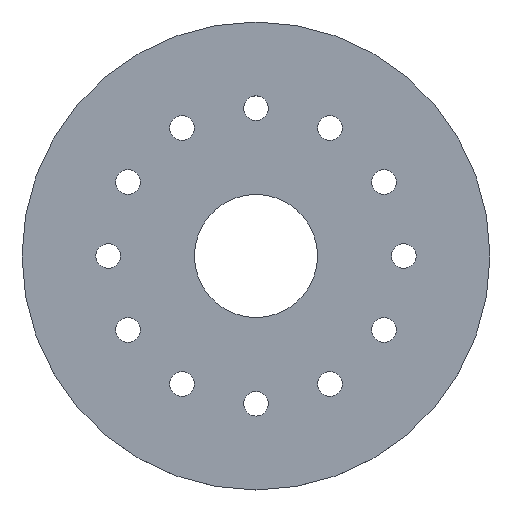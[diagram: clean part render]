
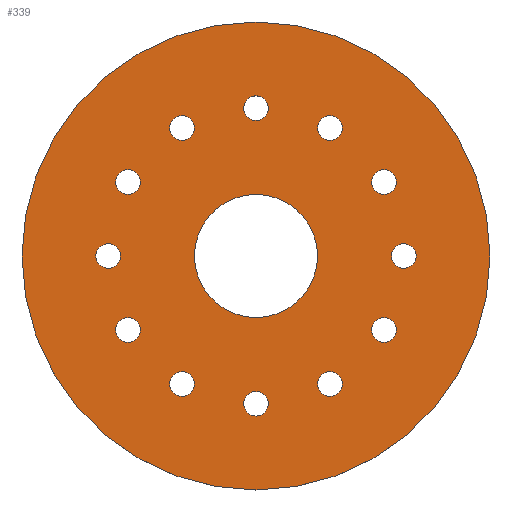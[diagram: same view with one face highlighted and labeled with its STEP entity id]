
A CAD part, top view. The second image highlights one B-rep face of the part: STEP entity #339.
In plain terms, the highlighted planar face has unit normal (0, 0, 1).
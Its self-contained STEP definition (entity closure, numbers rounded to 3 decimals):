
#15=FACE_BOUND('',#74,.T.);
#16=FACE_BOUND('',#75,.T.);
#17=FACE_BOUND('',#76,.T.);
#18=FACE_BOUND('',#77,.T.);
#19=FACE_BOUND('',#78,.T.);
#20=FACE_BOUND('',#79,.T.);
#21=FACE_BOUND('',#80,.T.);
#22=FACE_BOUND('',#81,.T.);
#23=FACE_BOUND('',#82,.T.);
#24=FACE_BOUND('',#83,.T.);
#25=FACE_BOUND('',#84,.T.);
#26=FACE_BOUND('',#85,.T.);
#27=FACE_BOUND('',#86,.T.);
#41=PLANE('',#397);
#57=FACE_OUTER_BOUND('',#73,.T.);
#73=EDGE_LOOP('',(#283));
#74=EDGE_LOOP('',(#284));
#75=EDGE_LOOP('',(#285));
#76=EDGE_LOOP('',(#286));
#77=EDGE_LOOP('',(#287));
#78=EDGE_LOOP('',(#288));
#79=EDGE_LOOP('',(#289));
#80=EDGE_LOOP('',(#290));
#81=EDGE_LOOP('',(#291));
#82=EDGE_LOOP('',(#292));
#83=EDGE_LOOP('',(#293));
#84=EDGE_LOOP('',(#294));
#85=EDGE_LOOP('',(#295));
#86=EDGE_LOOP('',(#296));
#129=CIRCLE('',#356,12.5);
#131=CIRCLE('',#359,2.5);
#133=CIRCLE('',#362,2.5);
#135=CIRCLE('',#365,2.5);
#137=CIRCLE('',#368,2.5);
#139=CIRCLE('',#371,2.5);
#141=CIRCLE('',#374,2.5);
#143=CIRCLE('',#377,2.5);
#145=CIRCLE('',#380,2.5);
#147=CIRCLE('',#383,2.5);
#149=CIRCLE('',#386,2.5);
#151=CIRCLE('',#389,2.5);
#153=CIRCLE('',#392,2.5);
#155=CIRCLE('',#395,47.5);
#157=VERTEX_POINT('',#505);
#159=VERTEX_POINT('',#511);
#161=VERTEX_POINT('',#517);
#163=VERTEX_POINT('',#523);
#165=VERTEX_POINT('',#529);
#167=VERTEX_POINT('',#535);
#169=VERTEX_POINT('',#541);
#171=VERTEX_POINT('',#547);
#173=VERTEX_POINT('',#553);
#175=VERTEX_POINT('',#559);
#177=VERTEX_POINT('',#565);
#179=VERTEX_POINT('',#571);
#181=VERTEX_POINT('',#577);
#183=VERTEX_POINT('',#583);
#185=EDGE_CURVE('',#157,#157,#129,.T.);
#188=EDGE_CURVE('',#159,#159,#131,.T.);
#191=EDGE_CURVE('',#161,#161,#133,.T.);
#194=EDGE_CURVE('',#163,#163,#135,.T.);
#197=EDGE_CURVE('',#165,#165,#137,.T.);
#200=EDGE_CURVE('',#167,#167,#139,.T.);
#203=EDGE_CURVE('',#169,#169,#141,.T.);
#206=EDGE_CURVE('',#171,#171,#143,.T.);
#209=EDGE_CURVE('',#173,#173,#145,.T.);
#212=EDGE_CURVE('',#175,#175,#147,.T.);
#215=EDGE_CURVE('',#177,#177,#149,.T.);
#218=EDGE_CURVE('',#179,#179,#151,.T.);
#221=EDGE_CURVE('',#181,#181,#153,.T.);
#224=EDGE_CURVE('',#183,#183,#155,.T.);
#283=ORIENTED_EDGE('',*,*,#224,.T.);
#284=ORIENTED_EDGE('',*,*,#185,.T.);
#285=ORIENTED_EDGE('',*,*,#188,.T.);
#286=ORIENTED_EDGE('',*,*,#191,.T.);
#287=ORIENTED_EDGE('',*,*,#194,.T.);
#288=ORIENTED_EDGE('',*,*,#197,.T.);
#289=ORIENTED_EDGE('',*,*,#200,.T.);
#290=ORIENTED_EDGE('',*,*,#203,.T.);
#291=ORIENTED_EDGE('',*,*,#206,.T.);
#292=ORIENTED_EDGE('',*,*,#209,.T.);
#293=ORIENTED_EDGE('',*,*,#212,.T.);
#294=ORIENTED_EDGE('',*,*,#215,.T.);
#295=ORIENTED_EDGE('',*,*,#218,.T.);
#296=ORIENTED_EDGE('',*,*,#221,.T.);
#339=ADVANCED_FACE('',(#57,#15,#16,#17,#18,#19,#20,#21,#22,#23,#24,#25,
#26,#27),#41,.T.);
#356=AXIS2_PLACEMENT_3D('',#506,#403,#404);
#359=AXIS2_PLACEMENT_3D('',#512,#410,#411);
#362=AXIS2_PLACEMENT_3D('',#518,#417,#418);
#365=AXIS2_PLACEMENT_3D('',#524,#424,#425);
#368=AXIS2_PLACEMENT_3D('',#530,#431,#432);
#371=AXIS2_PLACEMENT_3D('',#536,#438,#439);
#374=AXIS2_PLACEMENT_3D('',#542,#445,#446);
#377=AXIS2_PLACEMENT_3D('',#548,#452,#453);
#380=AXIS2_PLACEMENT_3D('',#554,#459,#460);
#383=AXIS2_PLACEMENT_3D('',#560,#466,#467);
#386=AXIS2_PLACEMENT_3D('',#566,#473,#474);
#389=AXIS2_PLACEMENT_3D('',#572,#480,#481);
#392=AXIS2_PLACEMENT_3D('',#578,#487,#488);
#395=AXIS2_PLACEMENT_3D('',#584,#494,#495);
#397=AXIS2_PLACEMENT_3D('',#588,#499,#500);
#403=DIRECTION('center_axis',(0.,0.,-1.));
#404=DIRECTION('ref_axis',(1.,0.,0.));
#410=DIRECTION('center_axis',(0.,0.,-1.));
#411=DIRECTION('ref_axis',(0.866,-0.5,0.));
#417=DIRECTION('center_axis',(0.,0.,-1.));
#418=DIRECTION('ref_axis',(0.5,-0.866,0.));
#424=DIRECTION('center_axis',(0.,0.,-1.));
#425=DIRECTION('ref_axis',(0.,-1.,0.));
#431=DIRECTION('center_axis',(0.,0.,-1.));
#432=DIRECTION('ref_axis',(-0.5,-0.866,0.));
#438=DIRECTION('center_axis',(0.,0.,-1.));
#439=DIRECTION('ref_axis',(-0.866,-0.5,0.));
#445=DIRECTION('center_axis',(0.,0.,-1.));
#446=DIRECTION('ref_axis',(-1.,0.,0.));
#452=DIRECTION('center_axis',(0.,0.,-1.));
#453=DIRECTION('ref_axis',(-0.866,0.5,0.));
#459=DIRECTION('center_axis',(0.,0.,-1.));
#460=DIRECTION('ref_axis',(-0.5,0.866,0.));
#466=DIRECTION('center_axis',(0.,0.,-1.));
#467=DIRECTION('ref_axis',(0.,1.,0.));
#473=DIRECTION('center_axis',(0.,0.,-1.));
#474=DIRECTION('ref_axis',(0.5,0.866,0.));
#480=DIRECTION('center_axis',(0.,0.,-1.));
#481=DIRECTION('ref_axis',(0.866,0.5,0.));
#487=DIRECTION('center_axis',(0.,0.,-1.));
#488=DIRECTION('ref_axis',(1.,0.,0.));
#494=DIRECTION('center_axis',(0.,0.,1.));
#495=DIRECTION('ref_axis',(-1.,0.,0.));
#499=DIRECTION('center_axis',(0.,0.,1.));
#500=DIRECTION('ref_axis',(-1.,0.,0.));
#505=CARTESIAN_POINT('',(-12.5,0.,152.));
#506=CARTESIAN_POINT('Origin',(0.,0.,152.));
#511=CARTESIAN_POINT('',(-17.165,-24.731,152.));
#512=CARTESIAN_POINT('Origin',(-15.,-25.981,152.));
#517=CARTESIAN_POINT('',(-27.231,-12.835,152.));
#518=CARTESIAN_POINT('Origin',(-25.981,-15.,152.));
#523=CARTESIAN_POINT('',(-30.,2.5,152.));
#524=CARTESIAN_POINT('Origin',(-30.,0.,152.));
#529=CARTESIAN_POINT('',(-24.731,17.165,152.));
#530=CARTESIAN_POINT('Origin',(-25.981,15.,152.));
#535=CARTESIAN_POINT('',(-12.835,27.231,152.));
#536=CARTESIAN_POINT('Origin',(-15.,25.981,152.));
#541=CARTESIAN_POINT('',(2.5,30.,152.));
#542=CARTESIAN_POINT('Origin',(0.,30.,152.));
#547=CARTESIAN_POINT('',(17.165,24.731,152.));
#548=CARTESIAN_POINT('Origin',(15.,25.981,152.));
#553=CARTESIAN_POINT('',(27.231,12.835,152.));
#554=CARTESIAN_POINT('Origin',(25.981,15.,152.));
#559=CARTESIAN_POINT('',(30.,-2.5,152.));
#560=CARTESIAN_POINT('Origin',(30.,0.,152.));
#565=CARTESIAN_POINT('',(24.731,-17.165,152.));
#566=CARTESIAN_POINT('Origin',(25.981,-15.,152.));
#571=CARTESIAN_POINT('',(12.835,-27.231,152.));
#572=CARTESIAN_POINT('Origin',(15.,-25.981,152.));
#577=CARTESIAN_POINT('',(-2.5,-30.,152.));
#578=CARTESIAN_POINT('Origin',(0.,-30.,152.));
#583=CARTESIAN_POINT('',(47.5,0.,152.));
#584=CARTESIAN_POINT('Origin',(0.,0.,152.));
#588=CARTESIAN_POINT('Origin',(0.,0.,152.));
